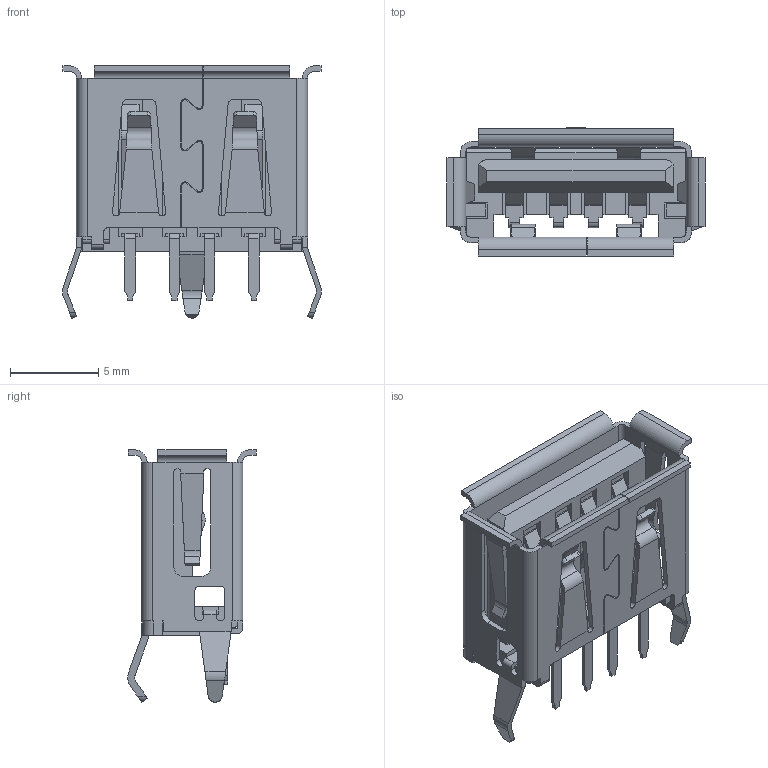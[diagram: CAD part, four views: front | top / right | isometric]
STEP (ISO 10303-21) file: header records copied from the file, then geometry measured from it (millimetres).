
FILE_DESCRIPTION(('STEP AP214'),'2;1');
FILE_NAME('Open CASCADE Shape Model','2021-12-04T15:08:18',( 'License CC BY-ND 4.0'),('CADENAS'), 'Open CASCADE STEP processor 7.6','PARTsolutions','Unknown');
FILE_SCHEMA(('AUTOMOTIVE_DESIGN_CC2 { 1 2 10303 214 -1 1 5 4 }'));
Length unit declared in the file: millimetre
Products named in the file (1): 1
Bounding box: 14.68 x 7.29 x 14.3 mm (x, y, z)
Volume: 332.5 mm3; surface area: 1241.7 mm2
Topology: 1 solids, 1 shells, 536 faces, 1527 edges, 981 vertices
Faces by surface type: plane 372, cylinder 138, bspline 26
Entity records: 18450 total; most frequent: CARTESIAN_POINT 4605, ORIENTED_EDGE 3054, DIRECTION 2637, EDGE_CURVE 1527, LINE 1187, VECTOR 1187, VERTEX_POINT 981, AXIS2_PLACEMENT_3D 725
